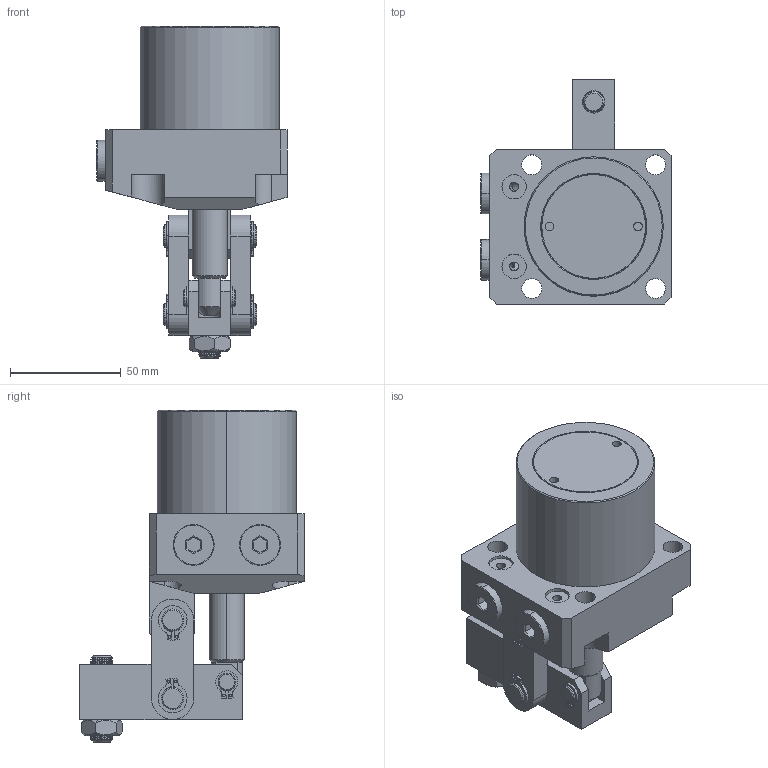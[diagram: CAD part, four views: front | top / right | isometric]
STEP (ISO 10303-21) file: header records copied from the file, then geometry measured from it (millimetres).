
FILE_DESCRIPTION (( 'STEP AP214' ), '1' );
FILE_NAME ('CLKA-065PR.STEP', '2018-10-17T03:27:38', ( '' ), ( '' ), 'SwSTEP 2.0', 'SolidWorks 2016', '' );
FILE_SCHEMA (( 'AUTOMOTIVE_DESIGN' ));
Length unit declared in the file: millimetre
Products named in the file (11): 黑芛G4-1; 8MMdangjuan; zhangxiao; yabi; luosi; luomu; liangan; duanxiao; dadangjuan; CLKA-065P-R; CLKA-065PR
Assembly tree (17 placements, depth 2):
  CLKA-065PR
    CLKA-065P-R
    dadangjuan  x4
    duanxiao
    liangan  x2
    luomu
    luosi
    yabi
    zhangxiao  x2
    8MMdangjuan  x2
    黑芛G4-1  x2
Bounding box: 86 x 101.5 x 150.18 mm (x, y, z)
Volume: 389304.9 mm3; surface area: 65711.5 mm2
Topology: 17 solids, 17 shells, 633 faces, 1657 edges, 1085 vertices
Faces by surface type: cylinder 385, plane 170, cone 56, bspline 12, torus 10
Entity records: 26358 total; most frequent: CARTESIAN_POINT 14753, ORIENTED_EDGE 2584, DIRECTION 2115, EDGE_CURVE 1292, VERTEX_POINT 847, AXIS2_PLACEMENT_3D 789, EDGE_LOOP 545, VECTOR 537
